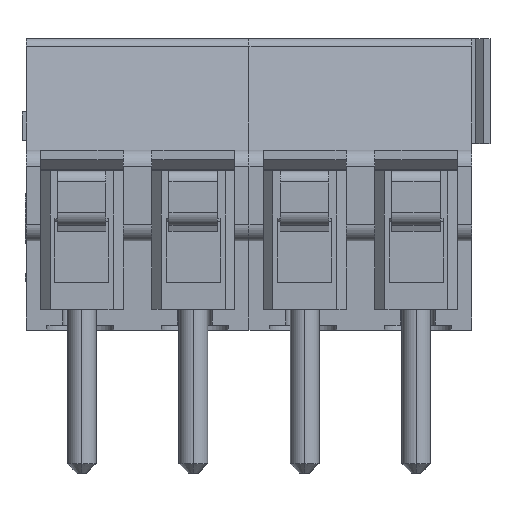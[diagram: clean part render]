
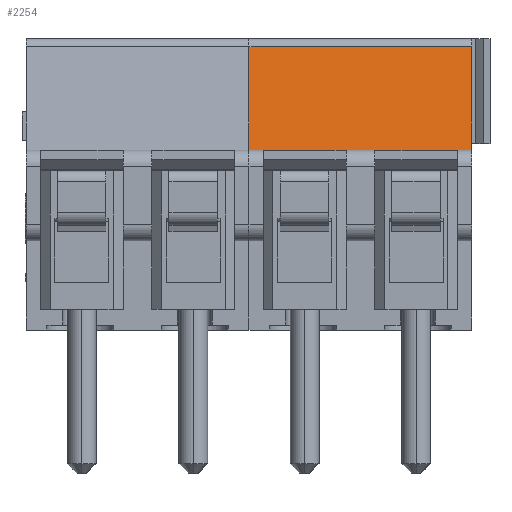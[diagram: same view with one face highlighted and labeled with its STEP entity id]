
A CAD part, front view. The second image highlights one B-rep face of the part: STEP entity #2254.
In plain terms, the highlighted planar face has unit normal (0, -0.985, 0.174).
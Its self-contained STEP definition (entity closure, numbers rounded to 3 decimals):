
#2254=ADVANCED_FACE('',(#5219),#5220,.F.);
#5219=FACE_OUTER_BOUND('',#8936,.T.);
#5220=PLANE('',#8937);
#8936=EDGE_LOOP('',(#15986,#15987,#15988,#15989));
#8937=AXIS2_PLACEMENT_3D('',#15990,#15991,#15992);
#15986=ORIENTED_EDGE('',*,*,#24809,.F.);
#15987=ORIENTED_EDGE('',*,*,#23392,.F.);
#15988=ORIENTED_EDGE('',*,*,#24807,.T.);
#15989=ORIENTED_EDGE('',*,*,#24762,.F.);
#15990=CARTESIAN_POINT('',(9.077,0.562,6.));
#15991=DIRECTION('',(0.0,0.985,-0.174));
#15992=DIRECTION('',(0.0,0.174,0.985));
#23392=EDGE_CURVE('',#28306,#28308,#28309,.T.);
#24762=EDGE_CURVE('',#30318,#30320,#30321,.T.);
#24807=EDGE_CURVE('',#28306,#30320,#30383,.T.);
#24809=EDGE_CURVE('',#28308,#30318,#30385,.T.);
#28306=VERTEX_POINT('',#35610);
#28308=VERTEX_POINT('',#35613);
#28309=LINE('',#35614,#35615);
#30318=VERTEX_POINT('',#38720);
#30320=VERTEX_POINT('',#38722);
#30321=LINE('',#38723,#38724);
#30383=LINE('',#38814,#38815);
#30385=LINE('',#38817,#38818);
#35610=CARTESIAN_POINT('',(7.,0.5,5.65));
#35613=CARTESIAN_POINT('',(7.,1.073,8.902));
#35614=CARTESIAN_POINT('',(7.,0.198,3.938));
#35615=VECTOR('',#45582,1.0);
#38720=CARTESIAN_POINT('',(14.,1.073,8.902));
#38722=CARTESIAN_POINT('',(14.,0.5,5.65));
#38723=CARTESIAN_POINT('',(14.,0.198,3.938));
#38724=VECTOR('',#46709,1.0);
#38814=CARTESIAN_POINT('',(5.921,0.5,5.65));
#38815=VECTOR('',#46750,1.0);
#38817=CARTESIAN_POINT('',(5.921,1.073,8.902));
#38818=VECTOR('',#46751,1.0);
#45582=DIRECTION('',(0.0,0.174,0.985));
#46709=DIRECTION('',(0.0,-0.174,-0.985));
#46750=DIRECTION('',(1.0,0.0,0.0));
#46751=DIRECTION('',(1.0,0.0,0.0));
